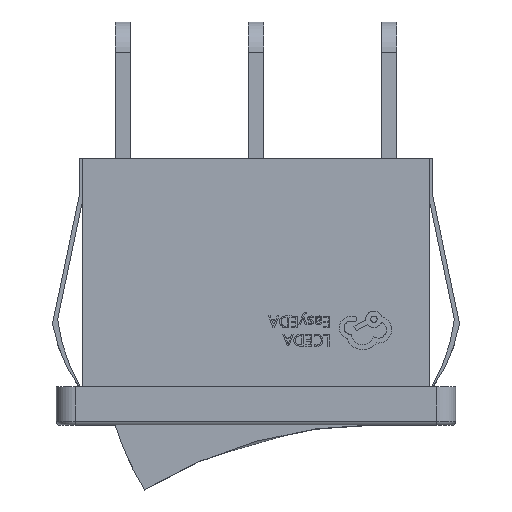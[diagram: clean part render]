
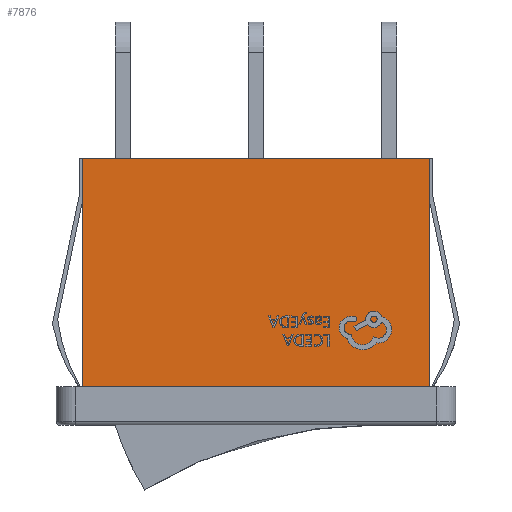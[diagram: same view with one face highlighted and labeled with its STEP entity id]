
A CAD part, top view. The second image highlights one B-rep face of the part: STEP entity #7876.
In plain terms, the highlighted planar face has unit normal (0, 0, 1).
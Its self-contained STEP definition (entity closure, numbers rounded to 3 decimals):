
#267 = ORIENTED_EDGE ( 'NONE', *, *, #5222, .T. ) ;
#1424 = ORIENTED_EDGE ( 'NONE', *, *, #1792, .F. ) ;
#1641 = VERTEX_POINT ( 'NONE', #1768 ) ;
#1768 = CARTESIAN_POINT ( 'NONE',  ( -9.1, -1.876, 14.004 ) ) ;
#1792 = EDGE_CURVE ( 'NONE', #1641, #8770, #20198, .T. ) ;
#1919 = PLANE ( 'NONE',  #3137 ) ;
#2053 = DIRECTION ( 'NONE',  ( 0., 1., 0. ) ) ;
#2879 = VECTOR ( 'NONE', #2983, 1000. ) ;
#2971 = ORIENTED_EDGE ( 'NONE', *, *, #3441, .T. ) ;
#2983 = DIRECTION ( 'NONE',  ( 0., 1., 0. ) ) ;
#3137 = AXIS2_PLACEMENT_3D ( 'NONE', #11628, #19442, #5383 ) ;
#3441 = EDGE_CURVE ( 'NONE', #11879, #14111, #5195, .T. ) ;
#3509 = CARTESIAN_POINT ( 'NONE',  ( 9.1, 10.124, 14.004 ) ) ;
#4545 = CARTESIAN_POINT ( 'NONE',  ( 9.1, 10.124, 14.004 ) ) ;
#4633 = DIRECTION ( 'NONE',  ( -1., 0., 0. ) ) ;
#5195 = LINE ( 'NONE', #13101, #16947 ) ;
#5222 = EDGE_CURVE ( 'NONE', #14111, #8770, #18587, .T. ) ;
#5383 = DIRECTION ( 'NONE',  ( 0., -1., 0. ) ) ;
#7876 = ADVANCED_FACE ( 'NONE', ( #9390 ), #1919, .F. ) ;
#8464 = CARTESIAN_POINT ( 'NONE',  ( 9.1, -1.876, 14.004 ) ) ;
#8647 = EDGE_CURVE ( 'NONE', #11879, #1641, #19418, .T. ) ;
#8770 = VERTEX_POINT ( 'NONE', #16523 ) ;
#9390 = FACE_OUTER_BOUND ( 'NONE', #16548, .T. ) ;
#10145 = ORIENTED_EDGE ( 'NONE', *, *, #8647, .F. ) ;
#11611 = CARTESIAN_POINT ( 'NONE',  ( 9.1, -1.876, 14.004 ) ) ;
#11628 = CARTESIAN_POINT ( 'NONE',  ( 9.1, -1.876, 14.004 ) ) ;
#11879 = VERTEX_POINT ( 'NONE', #8464 ) ;
#12003 = VECTOR ( 'NONE', #17871, 1000. ) ;
#13101 = CARTESIAN_POINT ( 'NONE',  ( 9.1, -1.876, 14.004 ) ) ;
#14036 = CARTESIAN_POINT ( 'NONE',  ( -9.1, -1.876, 14.004 ) ) ;
#14111 = VERTEX_POINT ( 'NONE', #3509 ) ;
#14401 = VECTOR ( 'NONE', #4633, 1000. ) ;
#16523 = CARTESIAN_POINT ( 'NONE',  ( -9.1, 10.124, 14.004 ) ) ;
#16548 = EDGE_LOOP ( 'NONE', ( #267, #1424, #10145, #2971 ) ) ;
#16947 = VECTOR ( 'NONE', #2053, 1000. ) ;
#17871 = DIRECTION ( 'NONE',  ( -1., 0., 0. ) ) ;
#18587 = LINE ( 'NONE', #4545, #14401 ) ;
#19418 = LINE ( 'NONE', #11611, #12003 ) ;
#19442 = DIRECTION ( 'NONE',  ( 0., 0., -1. ) ) ;
#20198 = LINE ( 'NONE', #14036, #2879 ) ;
